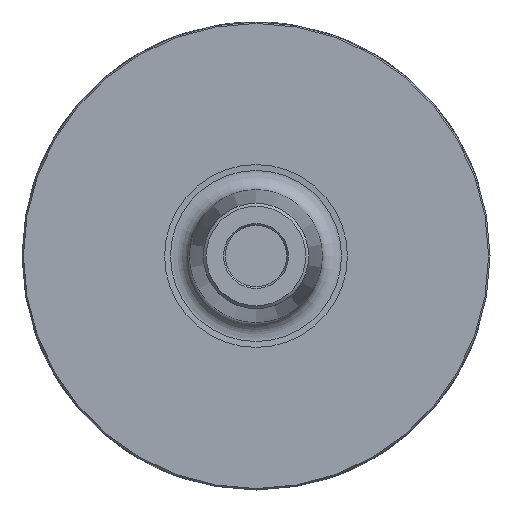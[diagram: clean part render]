
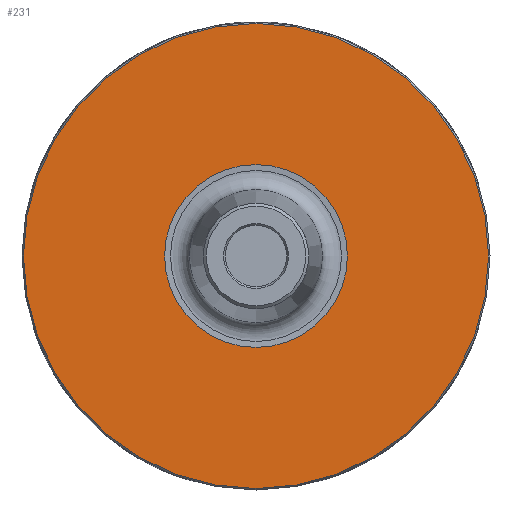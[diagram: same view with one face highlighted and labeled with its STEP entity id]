
A CAD part, left-side view. The second image highlights one B-rep face of the part: STEP entity #231.
In plain terms, the highlighted planar face has unit normal (-1, 0, 0).
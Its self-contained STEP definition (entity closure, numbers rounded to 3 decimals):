
#179=FACE_BOUND('',#336,.T.);
#180=FACE_BOUND('',#337,.T.);
#231=ADVANCED_FACE('',(#179,#180),#258,.F.);
#258=PLANE('',#730);
#336=EDGE_LOOP('',(#480));
#337=EDGE_LOOP('',(#481));
#480=ORIENTED_EDGE('',*,*,#631,.F.);
#481=ORIENTED_EDGE('',*,*,#571,.F.);
#512=VERTEX_POINT('',#1061);
#557=VERTEX_POINT('',#1648);
#571=EDGE_CURVE('',#512,#512,#646,.T.);
#631=EDGE_CURVE('',#557,#557,#656,.T.);
#646=CIRCLE('',#680,39.75);
#656=CIRCLE('',#728,15.624);
#680=AXIS2_PLACEMENT_3D('',#1060,#761,#762);
#728=AXIS2_PLACEMENT_3D('',#1647,#881,#882);
#730=AXIS2_PLACEMENT_3D('',#1650,#885,#886);
#761=DIRECTION('',(1.,0.,0.));
#762=DIRECTION('',(0.,0.,-1.));
#881=DIRECTION('',(-1.,0.,0.));
#882=DIRECTION('',(0.,0.,-1.));
#885=DIRECTION('',(1.,0.,0.));
#886=DIRECTION('',(0.,0.,-1.));
#1060=CARTESIAN_POINT('',(55.,0.,0.));
#1061=CARTESIAN_POINT('',(55.,0.,-39.75));
#1647=CARTESIAN_POINT('',(55.,0.,0.));
#1648=CARTESIAN_POINT('',(55.,0.,-15.624));
#1650=CARTESIAN_POINT('',(55.,39.75,0.));
